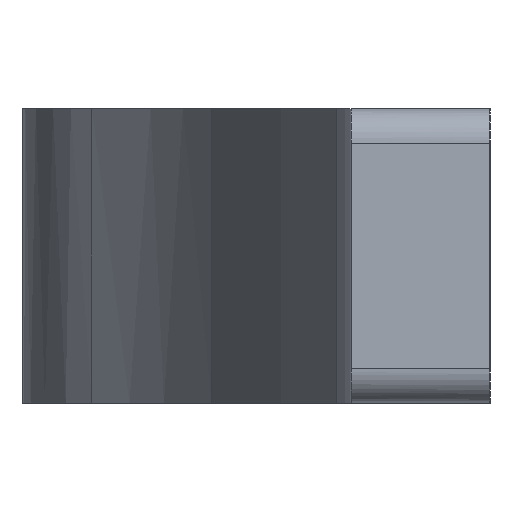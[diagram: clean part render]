
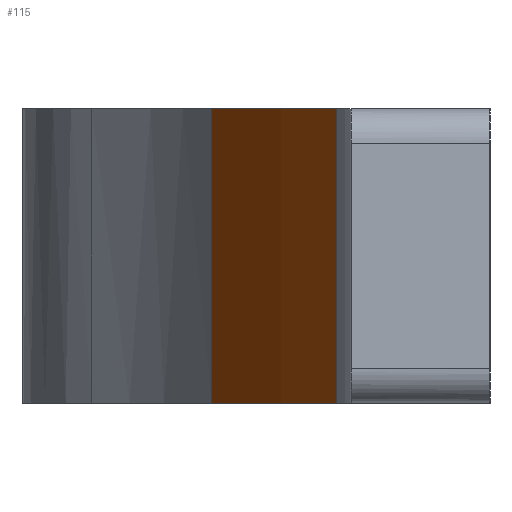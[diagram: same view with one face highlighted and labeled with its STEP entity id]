
A CAD part, left-side view. The second image highlights one B-rep face of the part: STEP entity #115.
In plain terms, the highlighted free-form (B-spline) face has degree [2, 1] with [3, 2] control points.
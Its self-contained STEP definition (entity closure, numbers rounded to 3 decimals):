
#21 = EDGE_CURVE('',#22,#24,#26,.T.);
#22 = VERTEX_POINT('',#23);
#23 = CARTESIAN_POINT('',(-13.276,17.581,
    -9.301));
#24 = VERTEX_POINT('',#25);
#25 = CARTESIAN_POINT('',(-31.85,9.69,-9.301
    ));
#26 = ( BOUNDED_CURVE() B_SPLINE_CURVE(2,(#27,#28,#29),.UNSPECIFIED.,.F.
,.F.) B_SPLINE_CURVE_WITH_KNOTS((3,3),(0.,0.194),
.PIECEWISE_BEZIER_KNOTS.) CURVE() GEOMETRIC_REPRESENTATION_ITEM() 
RATIONAL_B_SPLINE_CURVE((1.,0.995,1.)) REPRESENTATION_ITEM('') 
  );
#27 = CARTESIAN_POINT('',(-13.276,17.581,
    -9.301));
#28 = CARTESIAN_POINT('',(-22.179,12.73,
    -9.301));
#29 = CARTESIAN_POINT('',(-31.85,9.69,-9.301
    ));
#115 = ADVANCED_FACE('',(#116),#139,.F.);
#116 = FACE_BOUND('',#117,.F.);
#117 = EDGE_LOOP('',(#118,#125,#126,#133));
#118 = ORIENTED_EDGE('',*,*,#119,.F.);
#119 = EDGE_CURVE('',#24,#120,#122,.T.);
#120 = VERTEX_POINT('',#121);
#121 = CARTESIAN_POINT('',(-31.85,9.69,9.301
    ));
#122 = B_SPLINE_CURVE_WITH_KNOTS('',1,(#123,#124),.UNSPECIFIED.,.F.,.F.,
  (2,2),(0.,17.),.PIECEWISE_BEZIER_KNOTS.);
#123 = CARTESIAN_POINT('',(-31.85,9.69,
    -9.301));
#124 = CARTESIAN_POINT('',(-31.85,9.69,9.301
    ));
#125 = ORIENTED_EDGE('',*,*,#21,.F.);
#126 = ORIENTED_EDGE('',*,*,#127,.F.);
#127 = EDGE_CURVE('',#128,#22,#130,.T.);
#128 = VERTEX_POINT('',#129);
#129 = CARTESIAN_POINT('',(-13.276,17.581,
    9.301));
#130 = B_SPLINE_CURVE_WITH_KNOTS('',1,(#131,#132),.UNSPECIFIED.,.F.,.F.,
  (2,2),(0.,17.),.PIECEWISE_BEZIER_KNOTS.);
#131 = CARTESIAN_POINT('',(-13.276,17.581,
    9.301));
#132 = CARTESIAN_POINT('',(-13.276,17.581,
    -9.301));
#133 = ORIENTED_EDGE('',*,*,#134,.T.);
#134 = EDGE_CURVE('',#128,#120,#135,.T.);
#135 = ( BOUNDED_CURVE() B_SPLINE_CURVE(2,(#136,#137,#138),
.UNSPECIFIED.,.F.,.F.) B_SPLINE_CURVE_WITH_KNOTS((3,3),(0.,
0.194),.PIECEWISE_BEZIER_KNOTS.) CURVE() 
GEOMETRIC_REPRESENTATION_ITEM() RATIONAL_B_SPLINE_CURVE((1.,
0.995,1.)) REPRESENTATION_ITEM('') );
#136 = CARTESIAN_POINT('',(-13.276,17.581,
    9.301));
#137 = CARTESIAN_POINT('',(-22.179,12.73,
    9.301));
#138 = CARTESIAN_POINT('',(-31.85,9.69,9.301
    ));
#139 = ( BOUNDED_SURFACE() B_SPLINE_SURFACE(2,1,(
    (#140,#141)
    ,(#142,#143)
,(#144,#145
    )),.UNSPECIFIED.,.F.,.F.,.F.) B_SPLINE_SURFACE_WITH_KNOTS((3,3),(2,2
    ),(5.017,5.211),(0.,17.),
.PIECEWISE_BEZIER_KNOTS.) GEOMETRIC_REPRESENTATION_ITEM() 
RATIONAL_B_SPLINE_SURFACE((
    (1.,1.)
    ,(0.995,0.995)
,(1.,1.))) REPRESENTATION_ITEM('') SURFACE() );
#140 = CARTESIAN_POINT('',(-31.85,9.69,
    -9.301));
#141 = CARTESIAN_POINT('',(-31.85,9.69,9.301
    ));
#142 = CARTESIAN_POINT('',(-22.179,12.73,
    -9.301));
#143 = CARTESIAN_POINT('',(-22.179,12.73,
    9.301));
#144 = CARTESIAN_POINT('',(-13.276,17.581,
    -9.301));
#145 = CARTESIAN_POINT('',(-13.276,17.581,
    9.301));
